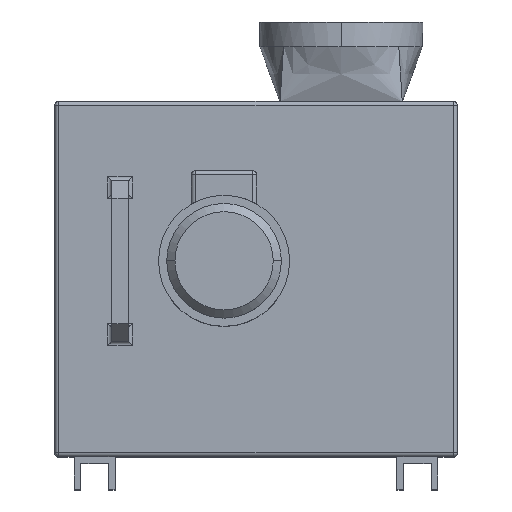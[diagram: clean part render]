
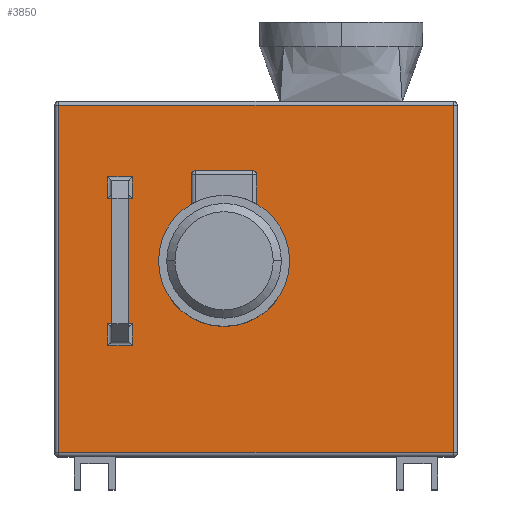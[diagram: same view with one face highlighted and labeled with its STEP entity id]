
A CAD part, top view. The second image highlights one B-rep face of the part: STEP entity #3850.
In plain terms, the highlighted planar face has unit normal (0, 0, 1).
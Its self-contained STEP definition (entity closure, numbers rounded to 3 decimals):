
#12 = VERTEX_POINT ( 'NONE', #3251 ) ;
#15 = DIRECTION ( 'NONE',  ( -1., 0., 0. ) ) ;
#33 = CARTESIAN_POINT ( 'NONE',  ( 0., 176.113, 265. ) ) ;
#36 = CARTESIAN_POINT ( 'NONE',  ( -104., 279., 265. ) ) ;
#56 = ORIENTED_EDGE ( 'NONE', *, *, #1033, .T. ) ;
#111 = LINE ( 'NONE', #1871, #849 ) ;
#113 = ORIENTED_EDGE ( 'NONE', *, *, #2043, .T. ) ;
#124 = EDGE_CURVE ( 'NONE', #4350, #4024, #166, .T. ) ;
#166 = CIRCLE ( 'NONE', #2995, 65. ) ;
#169 = DIRECTION ( 'NONE',  ( 0., 1., 0. ) ) ;
#251 = FACE_BOUND ( 'NONE', #1436, .T. ) ;
#361 = EDGE_CURVE ( 'NONE', #1743, #2235, #111, .T. ) ;
#387 = CARTESIAN_POINT ( 'NONE',  ( 0., 202.66, 265. ) ) ;
#396 = VERTEX_POINT ( 'NONE', #1564 ) ;
#403 = CARTESIAN_POINT ( 'NONE',  ( 0., 355.34, 265. ) ) ;
#462 = AXIS2_PLACEMENT_3D ( 'NONE', #697, #691, #688 ) ;
#487 = DIRECTION ( 'NONE',  ( 1., 0., 0. ) ) ;
#538 = EDGE_CURVE ( 'NONE', #2927, #1743, #3078, .T. ) ;
#563 = DIRECTION ( 'NONE',  ( 1., 0., 0. ) ) ;
#567 = DIRECTION ( 'NONE',  ( 0., 0., 1. ) ) ;
#598 = PLANE ( 'NONE',  #702 ) ;
#621 = CARTESIAN_POINT ( 'NONE',  ( 0., 0., 265. ) ) ;
#650 = DIRECTION ( 'NONE',  ( 0., 1., 0. ) ) ;
#658 = CARTESIAN_POINT ( 'NONE',  ( 241., 474., 265. ) ) ;
#688 = DIRECTION ( 'NONE',  ( 1., 0., 0. ) ) ;
#691 = DIRECTION ( 'NONE',  ( 0., 0., -1. ) ) ;
#697 = CARTESIAN_POINT ( 'NONE',  ( -39., 279., 265. ) ) ;
#702 = AXIS2_PLACEMENT_3D ( 'NONE', #621, #567, #563 ) ;
#838 = LINE ( 'NONE', #4169, #3601 ) ;
#849 = VECTOR ( 'NONE', #1823, 1000. ) ;
#857 = CARTESIAN_POINT ( 'NONE',  ( -241., 45., 265. ) ) ;
#895 = CARTESIAN_POINT ( 'NONE',  ( -241., 469., 265. ) ) ;
#1022 = DIRECTION ( 'NONE',  ( 0., -1., 0. ) ) ;
#1033 = EDGE_CURVE ( 'NONE', #2829, #2927, #1773, .T. ) ;
#1048 = CARTESIAN_POINT ( 'NONE',  ( -151., 364., 265. ) ) ;
#1065 = CARTESIAN_POINT ( 'NONE',  ( 241., 469., 265. ) ) ;
#1124 = VECTOR ( 'NONE', #2642, 1000. ) ;
#1223 = EDGE_CURVE ( 'NONE', #4024, #4350, #1955, .T. ) ;
#1243 = EDGE_CURVE ( 'NONE', #12, #2563, #1832, .T. ) ;
#1256 = ORIENTED_EDGE ( 'NONE', *, *, #361, .T. ) ;
#1300 = VECTOR ( 'NONE', #487, 1000. ) ;
#1306 = ORIENTED_EDGE ( 'NONE', *, *, #1243, .T. ) ;
#1328 = EDGE_CURVE ( 'NONE', #396, #2243, #2282, .T. ) ;
#1436 = EDGE_LOOP ( 'NONE', ( #4603, #113, #3724, #1970 ) ) ;
#1459 = LINE ( 'NONE', #2499, #4154 ) ;
#1505 = EDGE_CURVE ( 'NONE', #2458, #2140, #3814, .T. ) ;
#1564 = CARTESIAN_POINT ( 'NONE',  ( -181., 202.66, 265. ) ) ;
#1601 = EDGE_CURVE ( 'NONE', #2140, #396, #838, .T. ) ;
#1686 = EDGE_CURVE ( 'NONE', #2675, #2654, #4159, .T. ) ;
#1712 = EDGE_CURVE ( 'NONE', #2654, #12, #3860, .T. ) ;
#1743 = VERTEX_POINT ( 'NONE', #3529 ) ;
#1759 = VECTOR ( 'NONE', #2082, 1000. ) ;
#1773 = LINE ( 'NONE', #1048, #2613 ) ;
#1823 = DIRECTION ( 'NONE',  ( 0., 1., 0. ) ) ;
#1832 = LINE ( 'NONE', #658, #4593 ) ;
#1871 = CARTESIAN_POINT ( 'NONE',  ( -181., 0., 265. ) ) ;
#1915 = EDGE_LOOP ( 'NONE', ( #2746, #56, #2022, #1256 ) ) ;
#1939 = CARTESIAN_POINT ( 'NONE',  ( 0., 381.887, 265. ) ) ;
#1955 = CIRCLE ( 'NONE', #462, 65. ) ;
#1970 = ORIENTED_EDGE ( 'NONE', *, *, #1601, .T. ) ;
#1971 = CARTESIAN_POINT ( 'NONE',  ( -181., 381.887, 265. ) ) ;
#2022 = ORIENTED_EDGE ( 'NONE', *, *, #538, .T. ) ;
#2043 = EDGE_CURVE ( 'NONE', #2243, #2458, #1459, .T. ) ;
#2054 = VECTOR ( 'NONE', #15, 1000. ) ;
#2082 = DIRECTION ( 'NONE',  ( 1., 0., 0. ) ) ;
#2095 = DIRECTION ( 'NONE',  ( 0., -1., 0. ) ) ;
#2116 = CARTESIAN_POINT ( 'NONE',  ( -151., 202.66, 265. ) ) ;
#2121 = DIRECTION ( 'NONE',  ( -1., 0., 0. ) ) ;
#2122 = EDGE_CURVE ( 'NONE', #2563, #2675, #3061, .T. ) ;
#2140 = VERTEX_POINT ( 'NONE', #2178 ) ;
#2142 = EDGE_CURVE ( 'NONE', #2235, #2829, #2716, .T. ) ;
#2178 = CARTESIAN_POINT ( 'NONE',  ( -181., 176.113, 265. ) ) ;
#2200 = CARTESIAN_POINT ( 'NONE',  ( -246., 469., 265. ) ) ;
#2202 = FACE_OUTER_BOUND ( 'NONE', #3837, .T. ) ;
#2235 = VERTEX_POINT ( 'NONE', #1971 ) ;
#2243 = VERTEX_POINT ( 'NONE', #2116 ) ;
#2282 = LINE ( 'NONE', #387, #1300 ) ;
#2458 = VERTEX_POINT ( 'NONE', #2788 ) ;
#2499 = CARTESIAN_POINT ( 'NONE',  ( -151., 179., 265. ) ) ;
#2563 = VERTEX_POINT ( 'NONE', #1065 ) ;
#2613 = VECTOR ( 'NONE', #1022, 1000. ) ;
#2627 = CARTESIAN_POINT ( 'NONE',  ( 26., 279., 265. ) ) ;
#2631 = ORIENTED_EDGE ( 'NONE', *, *, #1223, .T. ) ;
#2642 = DIRECTION ( 'NONE',  ( -1., 0., 0. ) ) ;
#2654 = VERTEX_POINT ( 'NONE', #857 ) ;
#2675 = VERTEX_POINT ( 'NONE', #895 ) ;
#2716 = LINE ( 'NONE', #1939, #1759 ) ;
#2746 = ORIENTED_EDGE ( 'NONE', *, *, #2142, .T. ) ;
#2749 = EDGE_LOOP ( 'NONE', ( #4240, #2631 ) ) ;
#2788 = CARTESIAN_POINT ( 'NONE',  ( -151., 176.113, 265. ) ) ;
#2829 = VERTEX_POINT ( 'NONE', #4298 ) ;
#2910 = ORIENTED_EDGE ( 'NONE', *, *, #2122, .T. ) ;
#2927 = VERTEX_POINT ( 'NONE', #4197 ) ;
#2950 = VECTOR ( 'NONE', #3659, 1000. ) ;
#2995 = AXIS2_PLACEMENT_3D ( 'NONE', #3026, #3025, #3016 ) ;
#3016 = DIRECTION ( 'NONE',  ( 1., 0., 0. ) ) ;
#3025 = DIRECTION ( 'NONE',  ( 0., 0., -1. ) ) ;
#3026 = CARTESIAN_POINT ( 'NONE',  ( -39., 279., 265. ) ) ;
#3035 = ORIENTED_EDGE ( 'NONE', *, *, #1686, .T. ) ;
#3055 = FACE_BOUND ( 'NONE', #1915, .T. ) ;
#3061 = LINE ( 'NONE', #2200, #3752 ) ;
#3078 = LINE ( 'NONE', #403, #1124 ) ;
#3251 = CARTESIAN_POINT ( 'NONE',  ( 241., 45., 265. ) ) ;
#3529 = CARTESIAN_POINT ( 'NONE',  ( -181., 355.34, 265. ) ) ;
#3601 = VECTOR ( 'NONE', #169, 1000. ) ;
#3659 = DIRECTION ( 'NONE',  ( 1., 0., 0. ) ) ;
#3665 = CARTESIAN_POINT ( 'NONE',  ( 246., 45., 265. ) ) ;
#3724 = ORIENTED_EDGE ( 'NONE', *, *, #1505, .T. ) ;
#3752 = VECTOR ( 'NONE', #2121, 1000. ) ;
#3771 = CARTESIAN_POINT ( 'NONE',  ( -241., 40., 265. ) ) ;
#3800 = DIRECTION ( 'NONE',  ( 0., -1., 0. ) ) ;
#3814 = LINE ( 'NONE', #33, #2054 ) ;
#3837 = EDGE_LOOP ( 'NONE', ( #2910, #3035, #4033, #1306 ) ) ;
#3850 = ADVANCED_FACE ( 'NONE', ( #251, #2202, #3952, #3055 ), #598, .T. ) ;
#3860 = LINE ( 'NONE', #3665, #2950 ) ;
#3952 = FACE_BOUND ( 'NONE', #2749, .T. ) ;
#3962 = VECTOR ( 'NONE', #3800, 1000. ) ;
#4024 = VERTEX_POINT ( 'NONE', #36 ) ;
#4033 = ORIENTED_EDGE ( 'NONE', *, *, #1712, .T. ) ;
#4154 = VECTOR ( 'NONE', #2095, 1000. ) ;
#4159 = LINE ( 'NONE', #3771, #3962 ) ;
#4169 = CARTESIAN_POINT ( 'NONE',  ( -181., 0., 265. ) ) ;
#4197 = CARTESIAN_POINT ( 'NONE',  ( -151., 355.34, 265. ) ) ;
#4240 = ORIENTED_EDGE ( 'NONE', *, *, #124, .T. ) ;
#4298 = CARTESIAN_POINT ( 'NONE',  ( -151., 381.887, 265. ) ) ;
#4350 = VERTEX_POINT ( 'NONE', #2627 ) ;
#4593 = VECTOR ( 'NONE', #650, 1000. ) ;
#4603 = ORIENTED_EDGE ( 'NONE', *, *, #1328, .T. ) ;
